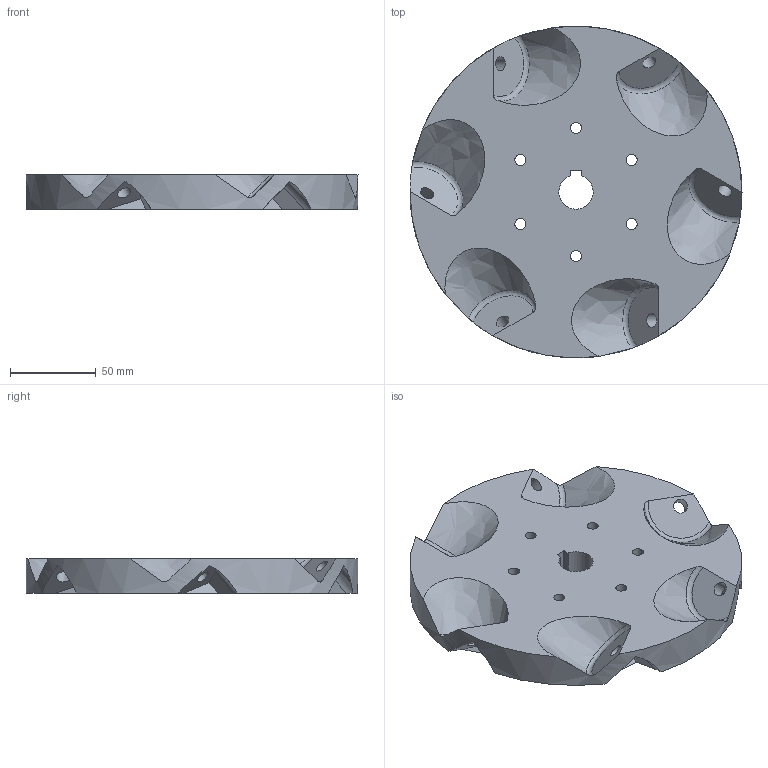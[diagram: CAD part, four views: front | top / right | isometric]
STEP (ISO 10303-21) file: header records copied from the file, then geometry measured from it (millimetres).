
FILE_DESCRIPTION(/* description */ (''),/* implementation_level */ '2;1');
FILE_NAME(/* name */ 'CheekPlate_Mirror.stp',/* time_stamp */ '2018-04-03T09:18:50+08:00',/* author */ ('P136265'),/* organization */ (''),/* preprocessor_version */ 'ST-DEVELOPER v16.13',/* originating_system */ 'Autodesk Inventor 2018',/* authorisation */ '');
FILE_SCHEMA (('AUTOMOTIVE_DESIGN { 1 0 10303 214 3 1 1 }'));
Length unit declared in the file: millimetre
Products named in the file (1): CheekPlate_Mirror
Bounding box: 194 x 193.94 x 20 mm (x, y, z)
Volume: 443937.9 mm3; surface area: 78460.1 mm2
Topology: 1 solids, 1 shells, 77 faces, 203 edges, 135 vertices
Faces by surface type: plane 36, cylinder 28, torus 6, bspline 6, cone 1
Full cylindrical faces by diameter (mm): 6.5 x6, 8.25 x6, 12 x6, 194 x1
Entity records: 2895 total; most frequent: CARTESIAN_POINT 886, DIRECTION 388, ORIENTED_EDGE 364, EDGE_CURVE 182, AXIS2_PLACEMENT_3D 164, VERTEX_POINT 134, EDGE_LOOP 130, STYLED_ITEM 78
